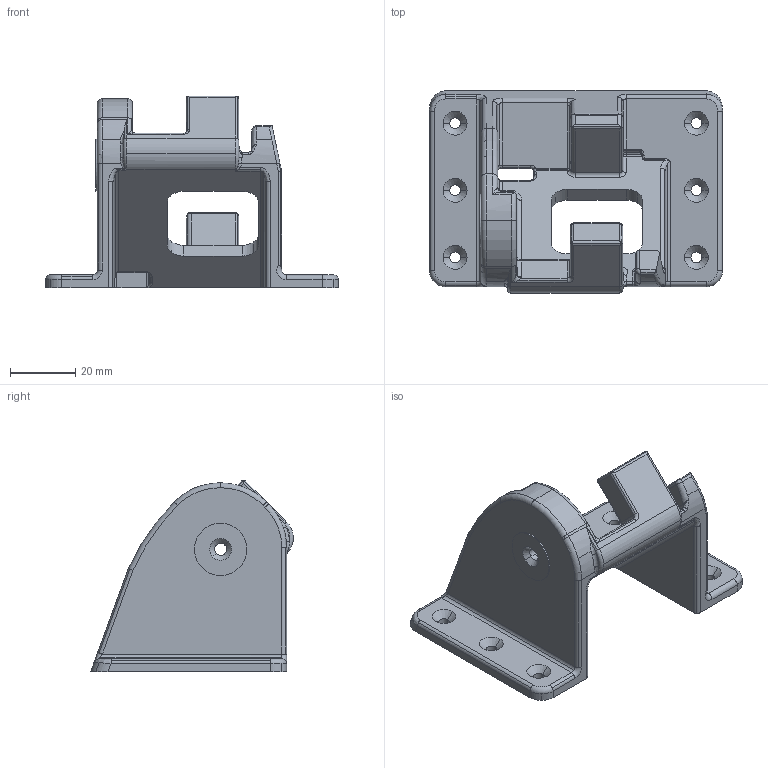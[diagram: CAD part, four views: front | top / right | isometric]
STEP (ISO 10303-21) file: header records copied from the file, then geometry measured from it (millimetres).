
FILE_DESCRIPTION(('STEP AP214'),'1');
FILE_NAME('Hinge.stp','2022-10-27T16:32:32',(' '),(' '),'Spatial InterOp 3D',' ',' ');
FILE_SCHEMA(('AUTOMOTIVE_DESIGN { 1 0 10303 214 1 1 1 1 }'));
Length unit declared in the file: metre
Products named in the file (1): Hinge
Bounding box: 89.59 x 61.91 x 58.6 mm (x, y, z)
Volume: 51784 mm3; surface area: 21329.9 mm2
Topology: 1 solids, 1 shells, 359 faces, 920 edges, 546 vertices
Faces by surface type: cylinder 208, bspline 47, plane 45, torus 28, cone 20, sphere 11
Entity records: 35364 total; most frequent: CARTESIAN_POINT 26808, DIRECTION 1820, ORIENTED_EDGE 1802, EDGE_CURVE 901, AXIS2_PLACEMENT_3D 739, VERTEX_POINT 546, EDGE_LOOP 379, ADVANCED_FACE 359
